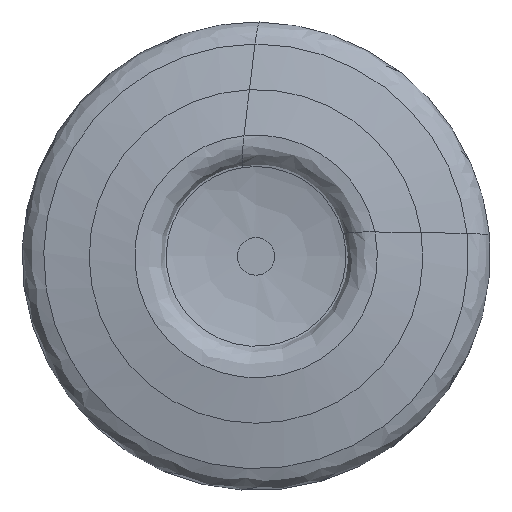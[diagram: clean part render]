
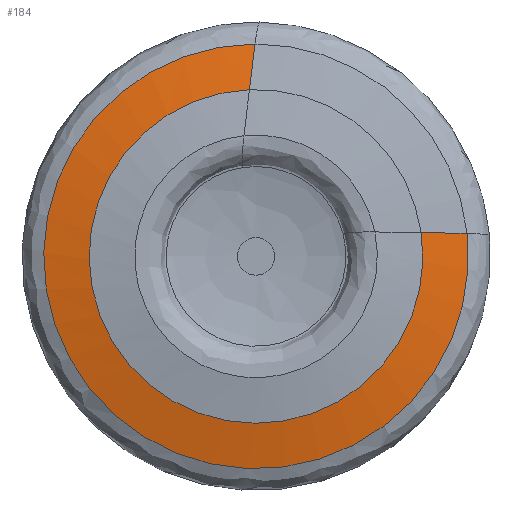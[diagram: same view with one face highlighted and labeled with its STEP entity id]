
A CAD part, left-side view. The second image highlights one B-rep face of the part: STEP entity #184.
In plain terms, the highlighted free-form (B-spline) face has degree [1, 3] with [2, 7] control points.
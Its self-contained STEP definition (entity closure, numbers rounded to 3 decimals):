
#40=LINE('',#1134,#56);
#41=LINE('',#1135,#57);
#56=VECTOR('',#810,1.);
#57=VECTOR('',#811,1.);
#93=FACE_OUTER_BOUND('',#295,.T.);
#118=(
BOUNDED_SURFACE()
B_SPLINE_SURFACE(1,3,((#1136,#1137,#1138,#1139,#1140,#1141,#1142),(#1143,
#1144,#1145,#1146,#1147,#1148,#1149)),.UNSPECIFIED.,.F.,.F.,.F.)
B_SPLINE_SURFACE_WITH_KNOTS((2,2),(4,3,4),(0.,1.),(0.,0.5,1.),
 .UNSPECIFIED.)
GEOMETRIC_REPRESENTATION_ITEM()
RATIONAL_B_SPLINE_SURFACE(((1.,0.572,0.572,1.,0.572,
0.572,1.),(1.,0.572,0.572,1.,0.572,
0.572,1.)))
REPRESENTATION_ITEM('')
SURFACE()
);
#184=ADVANCED_FACE('',(#93),#118,.F.);
#295=EDGE_LOOP('',(#382,#383,#384,#385));
#382=ORIENTED_EDGE('',*,*,#537,.F.);
#383=ORIENTED_EDGE('',*,*,#538,.F.);
#384=ORIENTED_EDGE('',*,*,#534,.T.);
#385=ORIENTED_EDGE('',*,*,#539,.F.);
#483=VERTEX_POINT('',#1113);
#484=VERTEX_POINT('',#1114);
#485=VERTEX_POINT('',#1132);
#486=VERTEX_POINT('',#1133);
#534=EDGE_CURVE('',#483,#484,#597,.T.);
#537=EDGE_CURVE('',#485,#486,#598,.T.);
#538=EDGE_CURVE('',#483,#485,#40,.T.);
#539=EDGE_CURVE('',#486,#484,#41,.T.);
#597=CIRCLE('',#670,8.899);
#598=CIRCLE('',#671,11.324);
#670=AXIS2_PLACEMENT_3D('',#1112,#804,#805);
#671=AXIS2_PLACEMENT_3D('',#1131,#808,#809);
#804=DIRECTION('',(1.,0.,0.));
#805=DIRECTION('',(0.,-0.99,0.143));
#808=DIRECTION('',(1.,0.,0.));
#809=DIRECTION('',(0.,-0.994,0.108));
#810=DIRECTION('',(0.199,-0.98,-0.017));
#811=DIRECTION('',(-0.199,0.119,-0.973));
#1112=CARTESIAN_POINT('',(0.41,0.,0.));
#1113=CARTESIAN_POINT('',(0.41,-8.808,1.271));
#1114=CARTESIAN_POINT('',(0.41,0.353,8.892));
#1131=CARTESIAN_POINT('',(0.907,0.,0.));
#1132=CARTESIAN_POINT('',(0.907,-11.257,1.227));
#1133=CARTESIAN_POINT('',(0.907,0.057,11.324));
#1134=CARTESIAN_POINT('',(0.41,-8.808,1.271));
#1135=CARTESIAN_POINT('',(0.41,0.353,8.892));
#1136=CARTESIAN_POINT('',(0.41,-8.808,1.271));
#1137=CARTESIAN_POINT('',(0.41,-10.189,-8.304));
#1138=CARTESIAN_POINT('',(0.41,-1.746,-13.028));
#1139=CARTESIAN_POINT('',(0.41,5.691,-6.841));
#1140=CARTESIAN_POINT('',(0.41,13.128,-0.654));
#1141=CARTESIAN_POINT('',(0.41,10.02,8.508));
#1142=CARTESIAN_POINT('',(0.41,0.353,8.892));
#1143=CARTESIAN_POINT('',(0.907,-11.257,1.227));
#1144=CARTESIAN_POINT('',(0.907,-12.592,-11.011));
#1145=CARTESIAN_POINT('',(0.907,-1.646,-16.646));
#1146=CARTESIAN_POINT('',(0.907,7.54,-8.449));
#1147=CARTESIAN_POINT('',(0.907,16.725,-0.252));
#1148=CARTESIAN_POINT('',(0.907,12.368,11.262));
#1149=CARTESIAN_POINT('',(0.907,0.057,11.324));
